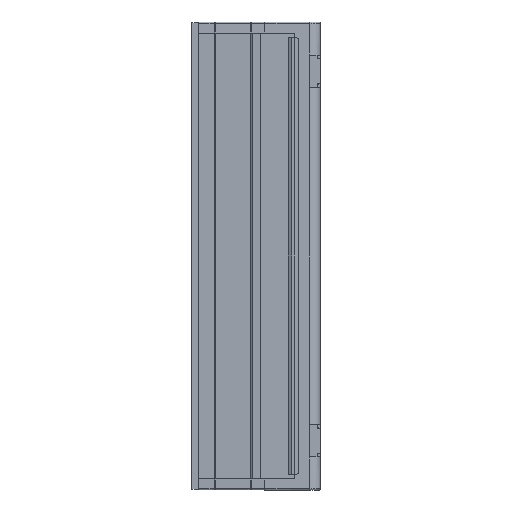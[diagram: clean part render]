
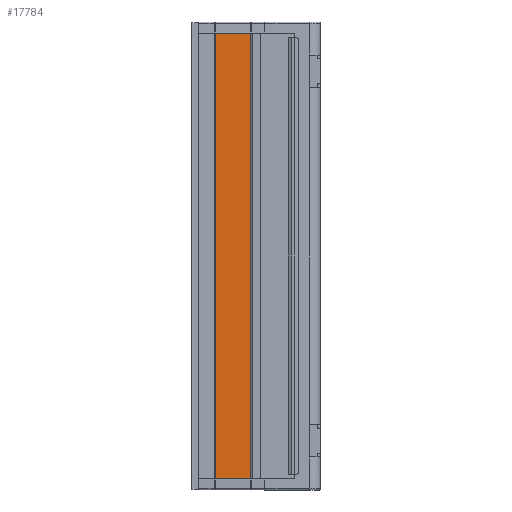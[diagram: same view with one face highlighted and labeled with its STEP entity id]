
A CAD part, left-side view. The second image highlights one B-rep face of the part: STEP entity #17784.
In plain terms, the highlighted planar face has unit normal (-1, 0.018, 0).
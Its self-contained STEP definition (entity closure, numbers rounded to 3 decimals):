
#202 = ORIENTED_EDGE ( 'NONE', *, *, #13417, .F. ) ;
#1631 = CARTESIAN_POINT ( 'NONE',  ( -30.806, 35.704, -206.724 ) ) ;
#2172 = VERTEX_POINT ( 'NONE', #11865 ) ;
#2848 = VECTOR ( 'NONE', #18155, 1000. ) ;
#3807 = CARTESIAN_POINT ( 'NONE',  ( -31.085, 19.693, -206.724 ) ) ;
#4165 = DIRECTION ( 'NONE',  ( 0.017, 1., 0. ) ) ;
#5008 = ORIENTED_EDGE ( 'NONE', *, *, #23533, .T. ) ;
#8113 = LINE ( 'NONE', #3807, #9604 ) ;
#8281 = VECTOR ( 'NONE', #11140, 1000. ) ;
#8331 = EDGE_CURVE ( 'NONE', #25875, #2172, #8113, .T. ) ;
#9604 = VECTOR ( 'NONE', #10830, 1000. ) ;
#10561 = VECTOR ( 'NONE', #4165, 1000. ) ;
#10830 = DIRECTION ( 'NONE',  ( 0., 0., 1. ) ) ;
#11041 = VERTEX_POINT ( 'NONE', #20627 ) ;
#11140 = DIRECTION ( 'NONE',  ( 0., 0., 1. ) ) ;
#11865 = CARTESIAN_POINT ( 'NONE',  ( -31.085, 19.693, -5. ) ) ;
#11970 = AXIS2_PLACEMENT_3D ( 'NONE', #14342, #25741, #14446 ) ;
#11978 = PLANE ( 'NONE',  #11970 ) ;
#12426 = LINE ( 'NONE', #25278, #10561 ) ;
#13160 = CARTESIAN_POINT ( 'NONE',  ( -30.806, 35.704, -206.8 ) ) ;
#13417 = EDGE_CURVE ( 'NONE', #24321, #11041, #16780, .T. ) ;
#14342 = CARTESIAN_POINT ( 'NONE',  ( -30.806, 35.704, -206.724 ) ) ;
#14446 = DIRECTION ( 'NONE',  ( 0.017, 1., 0. ) ) ;
#15482 = EDGE_LOOP ( 'NONE', ( #202, #26820, #20458, #5008 ) ) ;
#15885 = CARTESIAN_POINT ( 'NONE',  ( -30.806, 35.704, -5. ) ) ;
#16780 = LINE ( 'NONE', #1631, #8281 ) ;
#17784 = ADVANCED_FACE ( 'NONE', ( #23337 ), #11978, .F. ) ;
#18155 = DIRECTION ( 'NONE',  ( 0.017, 1., 0. ) ) ;
#20458 = ORIENTED_EDGE ( 'NONE', *, *, #8331, .T. ) ;
#20627 = CARTESIAN_POINT ( 'NONE',  ( -30.806, 35.704, -5. ) ) ;
#22394 = LINE ( 'NONE', #15885, #2848 ) ;
#22688 = CARTESIAN_POINT ( 'NONE',  ( -31.085, 19.693, -206.8 ) ) ;
#23337 = FACE_OUTER_BOUND ( 'NONE', #15482, .T. ) ;
#23533 = EDGE_CURVE ( 'NONE', #2172, #11041, #22394, .T. ) ;
#24321 = VERTEX_POINT ( 'NONE', #13160 ) ;
#24469 = EDGE_CURVE ( 'NONE', #25875, #24321, #12426, .T. ) ;
#25278 = CARTESIAN_POINT ( 'NONE',  ( -30.806, 35.704, -206.8 ) ) ;
#25741 = DIRECTION ( 'NONE',  ( 1., -0.017, 0. ) ) ;
#25875 = VERTEX_POINT ( 'NONE', #22688 ) ;
#26820 = ORIENTED_EDGE ( 'NONE', *, *, #24469, .F. ) ;
